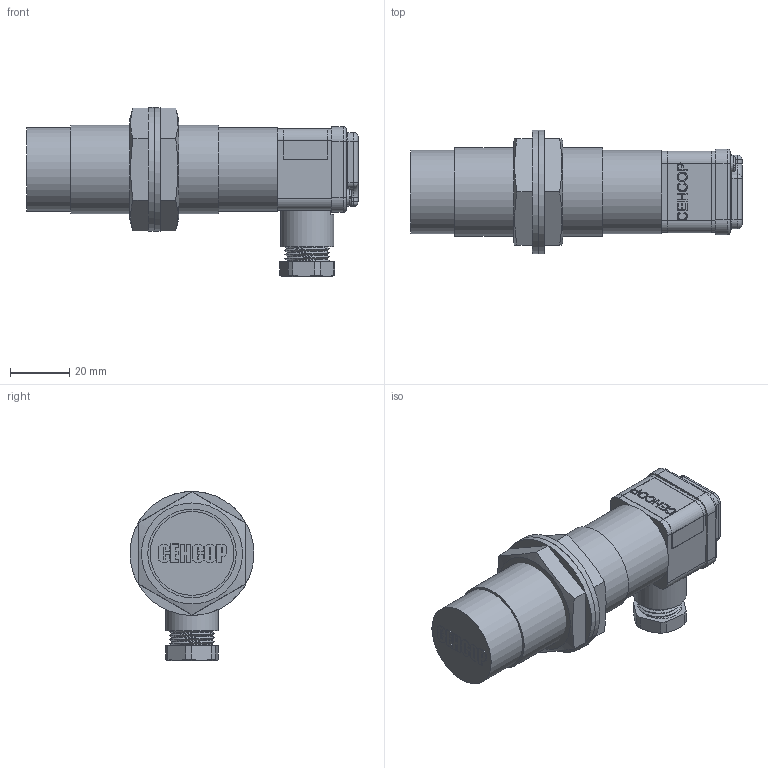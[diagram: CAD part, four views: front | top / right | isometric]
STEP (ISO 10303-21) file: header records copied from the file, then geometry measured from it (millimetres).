
FILE_DESCRIPTION(/* description */ ('Unknown'),/* implementation_level */ '2;1');
FILE_NAME(/* name */ '_VBI-C30-89K',/* time_stamp */ '2021-08-11T17:07:28+05:00',/* author */ ('Unknown'),/* organization */ ('Unknown'),/* preprocessor_version */ 'ST-DEVELOPER v16.7',/* originating_system */ 'Solid Edge',/* authorisation */ 'Unknown');
FILE_SCHEMA (('AUTOMOTIVE_DESIGN {1 0 10303 214 3 1 1}'));
Length unit declared in the file: millimetre
Products named in the file (26): 11.187.000 ﾂﾁﾈ-ﾖ30-89ﾊ-211ﾕ; À0.025 Êîðïóñ; 11.410.000 ﾂﾁﾈ-ﾖ30-..21ﾕﾕ; 11.668.000 ﾂﾁﾈ-ﾌ30 頡.ﾕ11ﾕ; Ä0.015 Äåðæàòåëü; 11.318.101 êàòóøêà èíäóêòèâíîñòè; À4.015 Êàðêàñ êàòóøêè; Ïðîâîä ËÝÏ 20õ0,071; ×àøêà ×26; Ê1.008 Ãàéêà Ì30õ1,5; ﾊ3.003 ﾘ琺矜; Òðóáêà ÏÂÕ ÒÂ-40-1,0  L=4 ìì; L-34ID êðàñíûé íîæêè 6 ìì; 11.030.102 扻豵鵨; Â0.033 (Âòóëêà); êëåì.êîëîäêà DG330-5.0-03P-12-00AH; Ð0.007 Íàêëåéêà; 砎鍒鍱 斻眕 0,12; Ýòèêåòêà 48õ15 (Ê); Á0.077 Êðûøêà; Â0.003 Âòóëêà çàæèìíàÿ; ﾓ2.001 ﾖ瑙聰; Â0.004 Âòóëêà óïëàòíèòåëüíàÿ; Ó1.001 Ïðîêëàäêà; Screw_DIN_EN_ISO_1580_2011_M3.0x8_v16.00
Assembly tree (30 placements, depth 4):
  11.187.000 ﾂﾁﾈ-ﾖ30-89ﾊ-211ﾕ
    À0.025 Êîðïóñ
    11.410.000 ﾂﾁﾈ-ﾖ30-..21ﾕﾕ
      11.668.000 ﾂﾁﾈ-ﾌ30 頡.ﾕ11ﾕ
      Ä0.015 Äåðæàòåëü
      11.318.101 êàòóøêà èíäóêòèâíîñòè
        À4.015 Êàðêàñ êàòóøêè
        Ïðîâîä ËÝÏ 20õ0,071
      ×àøêà ×26
    Ê1.008 Ãàéêà Ì30õ1,5  x2
    ﾊ3.003 ﾘ琺矜  x2
    Òðóáêà ÏÂÕ ÒÂ-40-1,0  L=4 ìì  x2
    L-34ID êðàñíûé íîæêè 6 ìì
    11.030.102 扻豵鵨
      11.030.102 扻豵鵨
      Â0.033 (Âòóëêà)  x2
    êëåì.êîëîäêà DG330-5.0-03P-12-00AH
    Ð0.007 Íàêëåéêà
    砎鍒鍱 斻眕 0,12
    Ýòèêåòêà 48õ15 (Ê)
    Á0.077 Êðûøêà
    Â0.003 Âòóëêà çàæèìíàÿ
    ﾓ2.001 ﾖ瑙聰
    Â0.004 Âòóëêà óïëàòíèòåëüíàÿ
    Ó1.001 Ïðîêëàäêà
    Screw_DIN_EN_ISO_1580_2011_M3.0x8_v16.00  x2
Bounding box: 112.45 x 41.98 x 57.27 mm (x, y, z)
Volume: 39331.7 mm3; surface area: 50858.8 mm2
Topology: 29 solids, 29 shells, 879 faces, 2161 edges, 1413 vertices
Faces by surface type: plane 601, cylinder 174, cone 46, bspline 26, torus 26, sphere 6
Full cylindrical faces by diameter (mm): 0.2 x7, 0.5 x1, 0.8 x2, 0.87 x1, 1 x5, 1.5 x1, 2.459 x2, 2.675 x2, 3 x3, 3.4 x2, 3.5 x3, 4.5 x2, 5 x6, 5.3 x1, 5.4 x1, 6 x4, 8 x2, 9.5 x1, 11.5 x2, 12 x2, 12.8 x1, 14 x2, 14.53 x1, 18 x1, 21.4 x1, 23 x1, 26.8 x1, 28.376 x2, 28.4 x2, 30 x1
Entity records: 31924 total; most frequent: CARTESIAN_POINT 9488, DIRECTION 3954, ORIENTED_EDGE 3908, EDGE_CURVE 1954, LINE 1400, VECTOR 1400, VERTEX_POINT 1326, AXIS2_PLACEMENT_3D 1277
